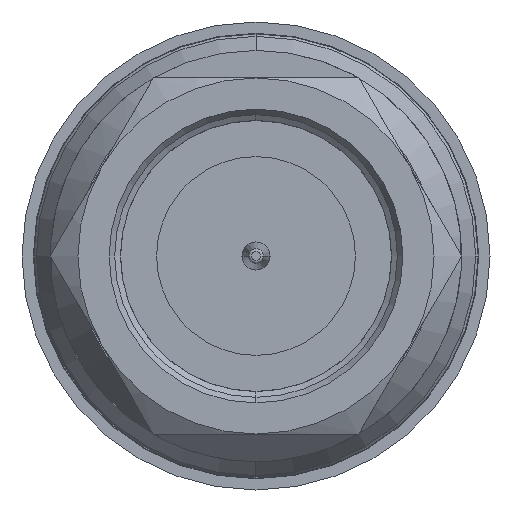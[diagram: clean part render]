
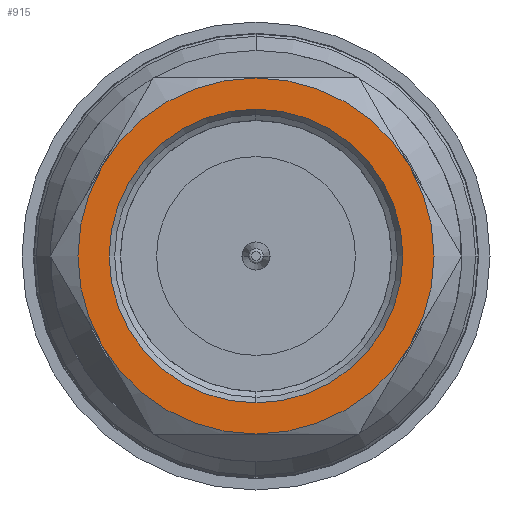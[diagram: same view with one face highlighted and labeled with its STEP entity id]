
A CAD part, left-side view. The second image highlights one B-rep face of the part: STEP entity #915.
In plain terms, the highlighted planar face has unit normal (-1, 0, 0).
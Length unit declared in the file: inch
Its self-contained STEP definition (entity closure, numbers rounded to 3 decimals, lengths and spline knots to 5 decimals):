
#101 = AXIS2_PLACEMENT_3D ( 'NONE', #3144, #4498, #4413 ) ;
#280 = CARTESIAN_POINT ( 'NONE',  ( 0.07463, 0., 0. ) ) ;
#395 = VERTEX_POINT ( 'NONE', #5718 ) ;
#638 = AXIS2_PLACEMENT_3D ( 'NONE', #3435, #920, #2178 ) ;
#680 = CIRCLE ( 'NONE', #5107, 0.12989 ) ;
#684 = EDGE_CURVE ( 'NONE', #7662, #2915, #8024, .T. ) ;
#809 = CIRCLE ( 'NONE', #5495, 0.15748 ) ;
#915 = ADVANCED_FACE ( 'NONE', ( #4703, #1471 ), #4073, .F. ) ;
#920 = DIRECTION ( 'NONE',  ( 1., 0., 0. ) ) ;
#971 = CARTESIAN_POINT ( 'NONE',  ( 0.07463, 0., 0. ) ) ;
#1097 = DIRECTION ( 'NONE',  ( 0., 0., 1. ) ) ;
#1165 = DIRECTION ( 'NONE',  ( 0., 0., 1. ) ) ;
#1471 = FACE_OUTER_BOUND ( 'NONE', #7020, .T. ) ;
#1506 = ORIENTED_EDGE ( 'NONE', *, *, #5127, .T. ) ;
#1652 = CIRCLE ( 'NONE', #5805, 0.12989 ) ;
#1907 = EDGE_CURVE ( 'NONE', #395, #7057, #1652, .T. ) ;
#2178 = DIRECTION ( 'NONE',  ( 0., 0., -1. ) ) ;
#2218 = DIRECTION ( 'NONE',  ( -1., 0., 0. ) ) ;
#2563 = ORIENTED_EDGE ( 'NONE', *, *, #684, .T. ) ;
#2679 = DIRECTION ( 'NONE',  ( 0., 0., 1. ) ) ;
#2915 = VERTEX_POINT ( 'NONE', #5462 ) ;
#2916 = CARTESIAN_POINT ( 'NONE',  ( 0.07463, 0., 0. ) ) ;
#2929 = DIRECTION ( 'NONE',  ( -1., 0., 0. ) ) ;
#3010 = ORIENTED_EDGE ( 'NONE', *, *, #3895, .F. ) ;
#3144 = CARTESIAN_POINT ( 'NONE',  ( 0.07463, 0., 0. ) ) ;
#3435 = CARTESIAN_POINT ( 'NONE',  ( 0.07463, 0.15748, 0. ) ) ;
#3674 = CARTESIAN_POINT ( 'NONE',  ( 0.07463, 0., 0.15748 ) ) ;
#3895 = EDGE_CURVE ( 'NONE', #7057, #395, #680, .T. ) ;
#4073 = PLANE ( 'NONE',  #638 ) ;
#4413 = DIRECTION ( 'NONE',  ( 0., 0., 1. ) ) ;
#4498 = DIRECTION ( 'NONE',  ( -1., 0., 0. ) ) ;
#4703 = FACE_BOUND ( 'NONE', #7687, .T. ) ;
#5107 = AXIS2_PLACEMENT_3D ( 'NONE', #280, #2218, #2679 ) ;
#5127 = EDGE_CURVE ( 'NONE', #2915, #7662, #809, .T. ) ;
#5462 = CARTESIAN_POINT ( 'NONE',  ( 0.07463, 0., -0.15748 ) ) ;
#5495 = AXIS2_PLACEMENT_3D ( 'NONE', #2916, #8020, #1165 ) ;
#5718 = CARTESIAN_POINT ( 'NONE',  ( 0.07463, 0., 0.12989 ) ) ;
#5805 = AXIS2_PLACEMENT_3D ( 'NONE', #971, #2929, #1097 ) ;
#7020 = EDGE_LOOP ( 'NONE', ( #2563, #1506 ) ) ;
#7039 = ORIENTED_EDGE ( 'NONE', *, *, #1907, .F. ) ;
#7057 = VERTEX_POINT ( 'NONE', #7724 ) ;
#7662 = VERTEX_POINT ( 'NONE', #3674 ) ;
#7687 = EDGE_LOOP ( 'NONE', ( #7039, #3010 ) ) ;
#7724 = CARTESIAN_POINT ( 'NONE',  ( 0.07463, 0., -0.12989 ) ) ;
#8020 = DIRECTION ( 'NONE',  ( -1., 0., 0. ) ) ;
#8024 = CIRCLE ( 'NONE', #101, 0.15748 ) ;
